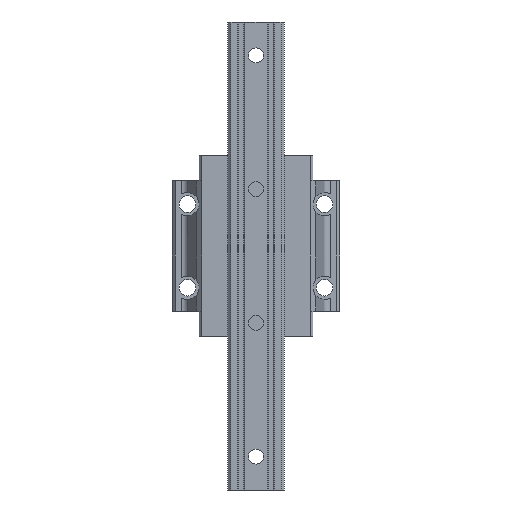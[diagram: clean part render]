
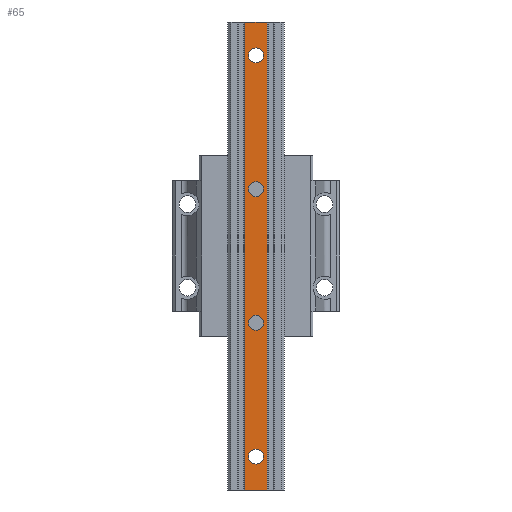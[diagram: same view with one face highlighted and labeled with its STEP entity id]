
A CAD part, front view. The second image highlights one B-rep face of the part: STEP entity #65.
In plain terms, the highlighted planar face has unit normal (0, -1, 0).
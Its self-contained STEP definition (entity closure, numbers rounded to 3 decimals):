
#65=ADVANCED_FACE('',(#295,#296,#297,#298,#299),#300,.T.);
#295=FACE_OUTER_BOUND('',#763,.T.);
#296=FACE_BOUND('',#764,.T.);
#297=FACE_BOUND('',#765,.T.);
#298=FACE_BOUND('',#766,.T.);
#299=FACE_BOUND('',#767,.T.);
#300=PLANE('',#768);
#763=EDGE_LOOP('',(#1324,#1325,#1326,#1327));
#764=EDGE_LOOP('',(#1328,#1329));
#765=EDGE_LOOP('',(#1330,#1331));
#766=EDGE_LOOP('',(#1332,#1333));
#767=EDGE_LOOP('',(#1334,#1335));
#768=AXIS2_PLACEMENT_3D('',#1336,#1337,#1338);
#1324=ORIENTED_EDGE('',*,*,#3097,.T.);
#1325=ORIENTED_EDGE('',*,*,#3098,.F.);
#1326=ORIENTED_EDGE('',*,*,#3099,.F.);
#1327=ORIENTED_EDGE('',*,*,#3044,.T.);
#1328=ORIENTED_EDGE('',*,*,#3100,.T.);
#1329=ORIENTED_EDGE('',*,*,#3101,.T.);
#1330=ORIENTED_EDGE('',*,*,#3102,.T.);
#1331=ORIENTED_EDGE('',*,*,#3103,.T.);
#1332=ORIENTED_EDGE('',*,*,#3104,.T.);
#1333=ORIENTED_EDGE('',*,*,#3105,.T.);
#1334=ORIENTED_EDGE('',*,*,#3106,.T.);
#1335=ORIENTED_EDGE('',*,*,#3107,.T.);
#1336=CARTESIAN_POINT('',(-6.7,0.0,-140.0));
#1337=DIRECTION('',(0.0,-1.0,0.0));
#1338=DIRECTION('',(0.0,0.0,-1.0));
#3044=EDGE_CURVE('',#3640,#3638,#3641,.T.);
#3097=EDGE_CURVE('',#3638,#3734,#3736,.T.);
#3098=EDGE_CURVE('',#3737,#3734,#3738,.T.);
#3099=EDGE_CURVE('',#3640,#3737,#3739,.T.);
#3100=EDGE_CURVE('',#3740,#3741,#3742,.T.);
#3101=EDGE_CURVE('',#3741,#3740,#3743,.T.);
#3102=EDGE_CURVE('',#3744,#3745,#3746,.T.);
#3103=EDGE_CURVE('',#3745,#3744,#3747,.T.);
#3104=EDGE_CURVE('',#3748,#3749,#3750,.T.);
#3105=EDGE_CURVE('',#3749,#3748,#3751,.T.);
#3106=EDGE_CURVE('',#3752,#3753,#3754,.T.);
#3107=EDGE_CURVE('',#3753,#3752,#3755,.T.);
#3638=VERTEX_POINT('',#4618);
#3640=VERTEX_POINT('',#4621);
#3641=LINE('',#4622,#4623);
#3734=VERTEX_POINT('',#4749);
#3736=LINE('',#4752,#4753);
#3737=VERTEX_POINT('',#4754);
#3738=LINE('',#4755,#4756);
#3739=LINE('',#4757,#4758);
#3740=VERTEX_POINT('',#4759);
#3741=VERTEX_POINT('',#4760);
#3742=CIRCLE('',#4761,4.5);
#3743=CIRCLE('',#4762,4.5);
#3744=VERTEX_POINT('',#4763);
#3745=VERTEX_POINT('',#4764);
#3746=CIRCLE('',#4765,4.5);
#3747=CIRCLE('',#4766,4.5);
#3748=VERTEX_POINT('',#4767);
#3749=VERTEX_POINT('',#4768);
#3750=CIRCLE('',#4769,4.5);
#3751=CIRCLE('',#4770,4.5);
#3752=VERTEX_POINT('',#4771);
#3753=VERTEX_POINT('',#4772);
#3754=CIRCLE('',#4773,4.5);
#3755=CIRCLE('',#4774,4.5);
#4618=CARTESIAN_POINT('',(6.7,0.0,-140.0));
#4621=CARTESIAN_POINT('',(-6.7,0.0,-140.0));
#4622=CARTESIAN_POINT('',(-6.7,0.0,-140.0));
#4623=VECTOR('',#6108,13.4);
#4749=CARTESIAN_POINT('',(6.7,0.0,140.0));
#4752=CARTESIAN_POINT('',(6.7,0.0,-140.0));
#4753=VECTOR('',#6197,280.0);
#4754=CARTESIAN_POINT('',(-6.7,0.0,140.0));
#4755=CARTESIAN_POINT('',(-6.7,0.0,140.0));
#4756=VECTOR('',#6198,13.4);
#4757=CARTESIAN_POINT('',(-6.7,0.0,-140.0));
#4758=VECTOR('',#6199,280.0);
#4759=CARTESIAN_POINT('',(4.5,0.0,120.0));
#4760=CARTESIAN_POINT('',(-4.5,0.0,120.0));
#4761=AXIS2_PLACEMENT_3D('',#6200,#6201,#6202);
#4762=AXIS2_PLACEMENT_3D('',#6203,#6204,#6205);
#4763=CARTESIAN_POINT('',(4.5,0.0,40.0));
#4764=CARTESIAN_POINT('',(-4.5,0.0,40.0));
#4765=AXIS2_PLACEMENT_3D('',#6206,#6207,#6208);
#4766=AXIS2_PLACEMENT_3D('',#6209,#6210,#6211);
#4767=CARTESIAN_POINT('',(4.5,0.0,-40.0));
#4768=CARTESIAN_POINT('',(-4.5,0.0,-40.0));
#4769=AXIS2_PLACEMENT_3D('',#6212,#6213,#6214);
#4770=AXIS2_PLACEMENT_3D('',#6215,#6216,#6217);
#4771=CARTESIAN_POINT('',(4.5,0.0,-120.0));
#4772=CARTESIAN_POINT('',(-4.5,0.0,-120.0));
#4773=AXIS2_PLACEMENT_3D('',#6218,#6219,#6220);
#4774=AXIS2_PLACEMENT_3D('',#6221,#6222,#6223);
#6108=DIRECTION('',(1.0,0.0,0.0));
#6197=DIRECTION('',(0.0,0.0,1.0));
#6198=DIRECTION('',(1.0,0.0,0.0));
#6199=DIRECTION('',(0.0,0.0,1.0));
#6200=CARTESIAN_POINT('',(0.0,0.0,120.0));
#6201=DIRECTION('',(-0.0,1.0,0.0));
#6202=DIRECTION('',(1.0,0.0,0.0));
#6203=CARTESIAN_POINT('',(0.0,0.0,120.0));
#6204=DIRECTION('',(0.0,1.0,0.0));
#6205=DIRECTION('',(-1.0,0.0,0.0));
#6206=CARTESIAN_POINT('',(0.0,0.0,40.0));
#6207=DIRECTION('',(-0.0,1.0,0.0));
#6208=DIRECTION('',(1.0,0.0,0.0));
#6209=CARTESIAN_POINT('',(0.0,0.0,40.0));
#6210=DIRECTION('',(0.0,1.0,0.0));
#6211=DIRECTION('',(-1.0,0.0,0.0));
#6212=CARTESIAN_POINT('',(0.0,0.0,-40.0));
#6213=DIRECTION('',(-0.0,1.0,0.0));
#6214=DIRECTION('',(1.0,0.0,0.0));
#6215=CARTESIAN_POINT('',(0.0,0.0,-40.0));
#6216=DIRECTION('',(0.0,1.0,0.0));
#6217=DIRECTION('',(-1.0,0.0,0.0));
#6218=CARTESIAN_POINT('',(0.0,0.0,-120.0));
#6219=DIRECTION('',(-0.0,1.0,0.0));
#6220=DIRECTION('',(1.0,0.0,0.0));
#6221=CARTESIAN_POINT('',(0.0,0.0,-120.0));
#6222=DIRECTION('',(0.0,1.0,0.0));
#6223=DIRECTION('',(-1.0,0.0,0.0));
